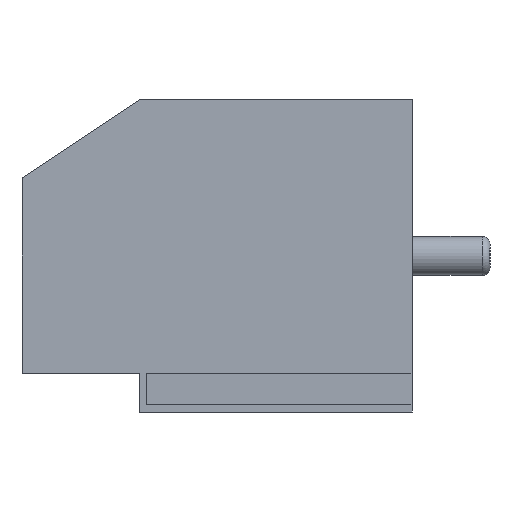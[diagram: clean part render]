
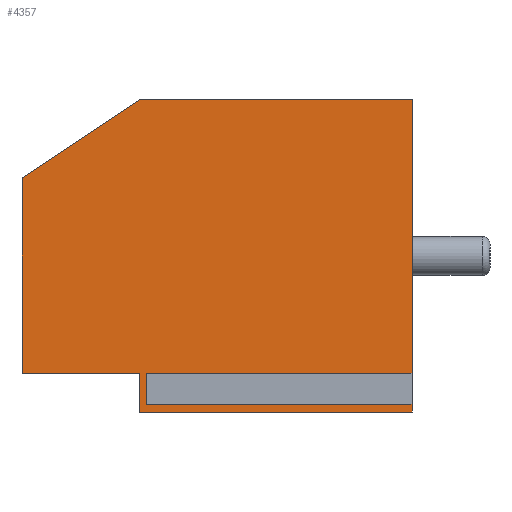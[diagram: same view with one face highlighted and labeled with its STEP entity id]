
A CAD part, left-side view. The second image highlights one B-rep face of the part: STEP entity #4357.
In plain terms, the highlighted planar face has unit normal (-1, 0, 0).
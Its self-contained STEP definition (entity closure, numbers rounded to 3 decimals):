
#156=PLANE('',#4668);
#343=FACE_OUTER_BOUND('',#605,.T.);
#605=EDGE_LOOP('',(#3355,#3356,#3357,#3358,#3359,#3360,#3361,#3362,#3363,
#3364,#3365));
#811=LINE('',#6328,#1286);
#866=LINE('',#6451,#1341);
#870=LINE('',#6459,#1345);
#959=LINE('',#6660,#1434);
#965=LINE('',#6671,#1440);
#966=LINE('',#6673,#1441);
#967=LINE('',#6676,#1442);
#970=LINE('',#6682,#1445);
#973=LINE('',#6688,#1448);
#976=LINE('',#6694,#1451);
#979=LINE('',#6699,#1454);
#1286=VECTOR('',#5029,10.);
#1341=VECTOR('',#5104,10.);
#1345=VECTOR('',#5108,10.);
#1434=VECTOR('',#5323,10.);
#1440=VECTOR('',#5333,10.);
#1441=VECTOR('',#5336,10.);
#1442=VECTOR('',#5339,10.);
#1445=VECTOR('',#5344,10.);
#1448=VECTOR('',#5349,10.);
#1451=VECTOR('',#5354,10.);
#1454=VECTOR('',#5359,10.);
#1907=VERTEX_POINT('',#6325);
#1908=VERTEX_POINT('',#6327);
#1966=VERTEX_POINT('',#6450);
#1969=VERTEX_POINT('',#6456);
#1970=VERTEX_POINT('',#6458);
#2019=VERTEX_POINT('',#6659);
#2022=VERTEX_POINT('',#6669);
#2023=VERTEX_POINT('',#6675);
#2025=VERTEX_POINT('',#6681);
#2027=VERTEX_POINT('',#6687);
#2029=VERTEX_POINT('',#6693);
#2333=EDGE_CURVE('',#1908,#1907,#811,.T.);
#2397=EDGE_CURVE('',#1908,#1966,#866,.T.);
#2401=EDGE_CURVE('',#1969,#1970,#870,.T.);
#2499=EDGE_CURVE('',#2019,#1966,#959,.T.);
#2505=EDGE_CURVE('',#1969,#2022,#965,.T.);
#2506=EDGE_CURVE('',#2022,#2019,#966,.T.);
#2507=EDGE_CURVE('',#1907,#2023,#967,.T.);
#2510=EDGE_CURVE('',#2025,#2023,#970,.T.);
#2513=EDGE_CURVE('',#2027,#2025,#973,.T.);
#2516=EDGE_CURVE('',#2029,#2027,#976,.T.);
#2519=EDGE_CURVE('',#1970,#2029,#979,.T.);
#3355=ORIENTED_EDGE('',*,*,#2499,.T.);
#3356=ORIENTED_EDGE('',*,*,#2397,.F.);
#3357=ORIENTED_EDGE('',*,*,#2333,.T.);
#3358=ORIENTED_EDGE('',*,*,#2507,.T.);
#3359=ORIENTED_EDGE('',*,*,#2510,.F.);
#3360=ORIENTED_EDGE('',*,*,#2513,.F.);
#3361=ORIENTED_EDGE('',*,*,#2516,.F.);
#3362=ORIENTED_EDGE('',*,*,#2519,.F.);
#3363=ORIENTED_EDGE('',*,*,#2401,.F.);
#3364=ORIENTED_EDGE('',*,*,#2505,.T.);
#3365=ORIENTED_EDGE('',*,*,#2506,.T.);
#4357=ADVANCED_FACE('',(#343),#156,.F.);
#4668=AXIS2_PLACEMENT_3D('',#6702,#5363,#5364);
#5029=DIRECTION('',(0.,1.,0.));
#5104=DIRECTION('',(0.,0.,-1.));
#5108=DIRECTION('',(0.,0.,-1.));
#5323=DIRECTION('',(0.,-1.,0.));
#5333=DIRECTION('',(0.,1.,0.));
#5336=DIRECTION('',(0.,0.,1.));
#5339=DIRECTION('',(0.,0.832,-0.555));
#5344=DIRECTION('',(0.,0.,1.));
#5349=DIRECTION('',(0.,1.,0.));
#5354=DIRECTION('',(0.,0.,1.));
#5359=DIRECTION('',(0.,1.,0.));
#5363=DIRECTION('center_axis',(1.,0.,0.));
#5364=DIRECTION('ref_axis',(0.,0.,-1.));
#6325=CARTESIAN_POINT('',(-12.5,7.,4.));
#6327=CARTESIAN_POINT('',(-12.5,0.,4.));
#6328=CARTESIAN_POINT('',(-12.5,0.,4.));
#6450=CARTESIAN_POINT('',(-12.5,0.,-3.15));
#6451=CARTESIAN_POINT('',(-12.5,0.,0.));
#6456=CARTESIAN_POINT('',(-12.5,0.,-3.65));
#6458=CARTESIAN_POINT('',(-12.5,0.,-4.));
#6459=CARTESIAN_POINT('',(-12.5,0.,0.));
#6659=CARTESIAN_POINT('',(-12.5,6.8,-3.15));
#6660=CARTESIAN_POINT('',(-12.5,2.5,-3.15));
#6669=CARTESIAN_POINT('',(-12.5,6.8,-3.65));
#6671=CARTESIAN_POINT('',(-12.5,2.5,-3.65));
#6673=CARTESIAN_POINT('',(-12.5,6.8,-1.7));
#6675=CARTESIAN_POINT('',(-12.5,10.,2.));
#6676=CARTESIAN_POINT('',(-12.5,7.,4.));
#6681=CARTESIAN_POINT('',(-12.5,10.,-3.));
#6682=CARTESIAN_POINT('',(-12.5,10.,-3.));
#6687=CARTESIAN_POINT('',(-12.5,7.,-3.));
#6688=CARTESIAN_POINT('',(-12.5,7.,-3.));
#6693=CARTESIAN_POINT('',(-12.5,7.,-4.));
#6694=CARTESIAN_POINT('',(-12.5,7.,-4.));
#6699=CARTESIAN_POINT('',(-12.5,0.,-4.));
#6702=CARTESIAN_POINT('Origin',(-12.5,5.,0.));
